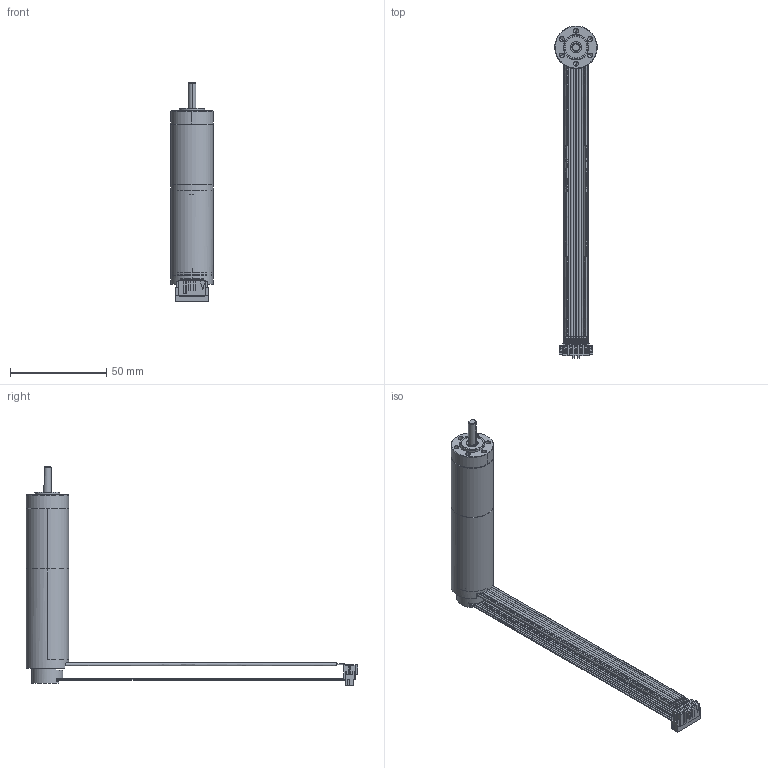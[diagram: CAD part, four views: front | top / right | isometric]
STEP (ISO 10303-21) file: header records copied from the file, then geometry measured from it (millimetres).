
FILE_DESCRIPTION((''),'2;1');
FILE_NAME('4611180000598_SW0001','2022-11-16T14:39:20',('MS05792'),(''),'CREO PARAMETRIC BY PTC INC, 2018100','CREO PARAMETRIC BY PTC INC, 2018100','');
FILE_SCHEMA(('CONFIG_CONTROL_DESIGN'));
Length unit declared in the file: millimetre
Products named in the file (1): 4611180000598_SW0001
Bounding box: 22 x 171.88 x 113.48 mm (x, y, z)
Volume: 17846.1 mm3; surface area: 29838.9 mm2
Topology: 1 solids, 3 shells, 2162 faces, 6083 edges, 3946 vertices
Faces by surface type: plane 1091, cylinder 580, cone 219, extrusion 152, bspline 48, torus 48, sphere 24
Entity records: 76284 total; most frequent: CARTESIAN_POINT 20391, ORIENTED_EDGE 12126, DIRECTION 11062, EDGE_CURVE 6063, VERTEX_POINT 3948, VECTOR 3856, LINE 3704, AXIS2_PLACEMENT_3D 3603
